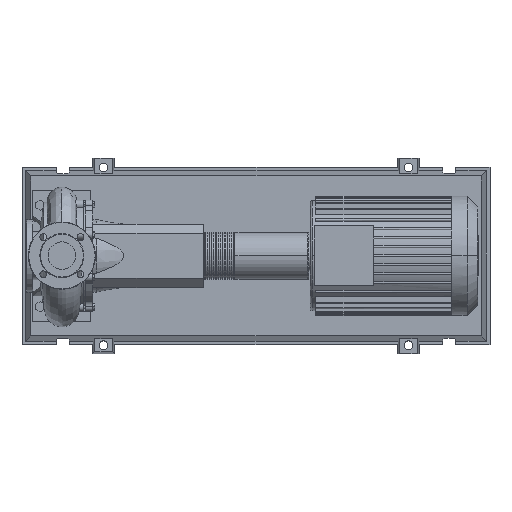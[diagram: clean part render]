
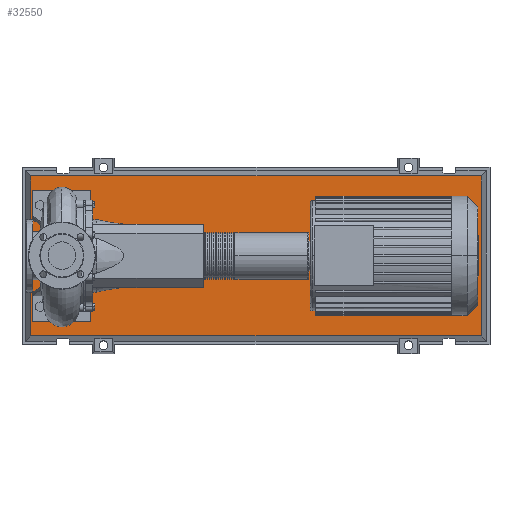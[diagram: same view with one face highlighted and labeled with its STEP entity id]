
A CAD part, top view. The second image highlights one B-rep face of the part: STEP entity #32550.
In plain terms, the highlighted planar face has unit normal (0, 0, 1).
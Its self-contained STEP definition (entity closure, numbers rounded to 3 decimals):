
#32231=CARTESIAN_POINT('',(1155.471,-220.471,103.0));
#32232=VERTEX_POINT('',#32231);
#32239=CARTESIAN_POINT('',(-85.471,-220.471,103.0));
#32240=VERTEX_POINT('',#32239);
#32241=CARTESIAN_POINT('',(1155.471,-220.471,103.0));
#32242=DIRECTION('',(-1.0,0.0,0.0));
#32243=VECTOR('',#32242,1240.941);
#32244=LINE('',#32241,#32243);
#32245=EDGE_CURVE('',#32232,#32240,#32244,.T.);
#32463=CARTESIAN_POINT('',(1155.471,220.471,103.0));
#32464=VERTEX_POINT('',#32463);
#32465=CARTESIAN_POINT('',(1155.471,220.471,103.0));
#32466=DIRECTION('',(0.0,-1.0,0.0));
#32467=VECTOR('',#32466,440.941);
#32468=LINE('',#32465,#32467);
#32469=EDGE_CURVE('',#32464,#32232,#32468,.T.);
#32487=CARTESIAN_POINT('',(-85.471,220.471,103.0));
#32488=VERTEX_POINT('',#32487);
#32489=CARTESIAN_POINT('',(-85.471,-220.471,103.0));
#32490=DIRECTION('',(0.0,1.0,0.0));
#32491=VECTOR('',#32490,440.941);
#32492=LINE('',#32489,#32491);
#32493=EDGE_CURVE('',#32240,#32488,#32492,.T.);
#32526=CARTESIAN_POINT('',(-85.471,220.471,103.0));
#32527=DIRECTION('',(1.0,0.0,0.0));
#32528=VECTOR('',#32527,1240.941);
#32529=LINE('',#32526,#32528);
#32530=EDGE_CURVE('',#32488,#32464,#32529,.T.);
#32539=CARTESIAN_POINT('',(535.,0.,103.0));
#32540=DIRECTION('',(0.0,0.0,1.0));
#32541=DIRECTION('',(1.0,0.0,0.0));
#32542=AXIS2_PLACEMENT_3D('',#32539,#32540,#32541);
#32543=PLANE('',#32542);
#32544=ORIENTED_EDGE('',*,*,#32469,.F.);
#32545=ORIENTED_EDGE('',*,*,#32530,.F.);
#32546=ORIENTED_EDGE('',*,*,#32493,.F.);
#32547=ORIENTED_EDGE('',*,*,#32245,.F.);
#32548=EDGE_LOOP('',(#32544,#32545,#32546,#32547));
#32549=FACE_OUTER_BOUND('',#32548,.T.);
#32550=ADVANCED_FACE('',(#32549),#32543,.T.);
